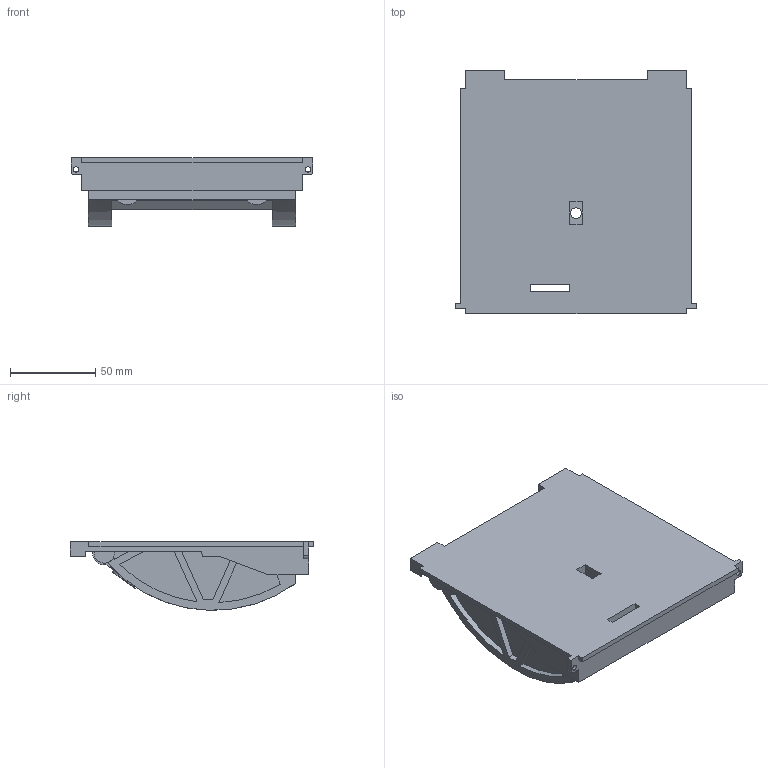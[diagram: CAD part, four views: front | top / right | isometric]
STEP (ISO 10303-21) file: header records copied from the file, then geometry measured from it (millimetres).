
FILE_DESCRIPTION(/* description */ ('STEP AP203'),/* implementation_level */ '2;1');
FILE_NAME(/* name */ 'body-back v3.step',/* time_stamp */ '2025-06-13T17:01:37-07:00',/* author */ (''),/* organization */ (''),/* preprocessor_version */ 'ST-DEVELOPER v20.1',/* originating_system */ 'Autodesk Translation Framework v14.10.0.0',/* authorisation */ '');
FILE_SCHEMA (('AUTOMOTIVE_DESIGN { 1 0 10303 214 3 1 1 }'));
Length unit declared in the file: millimetre
Products named in the file (1): body-back
Bounding box: 141.9 x 143 x 40.36 mm (x, y, z)
Volume: 370683.7 mm3; surface area: 66865.6 mm2
Topology: 1 solids, 1 shells, 275 faces, 780 edges, 518 vertices
Faces by surface type: plane 218, cylinder 49, bspline 8
Full cylindrical faces by diameter (mm): 3.2 x2, 6.3 x1
Entity records: 8945 total; most frequent: CARTESIAN_POINT 1666, ORIENTED_EDGE 1560, DIRECTION 1430, EDGE_CURVE 780, LINE 650, VECTOR 650, VERTEX_POINT 518, AXIS2_PLACEMENT_3D 390
